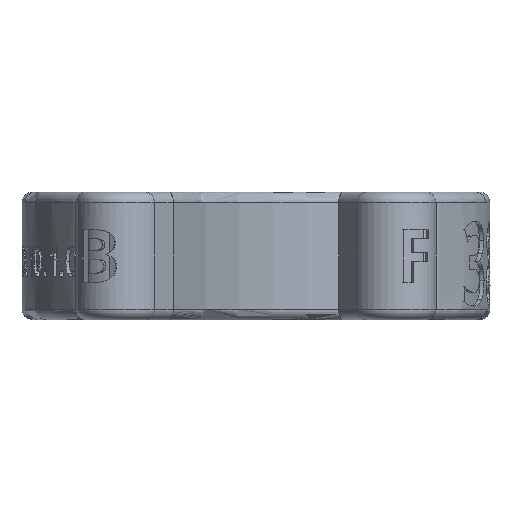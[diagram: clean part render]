
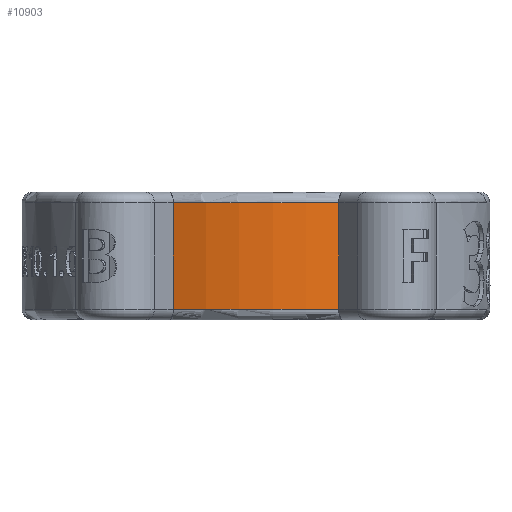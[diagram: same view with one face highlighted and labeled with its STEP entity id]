
A CAD part, front view. The second image highlights one B-rep face of the part: STEP entity #10903.
In plain terms, the highlighted cylindrical face has radius 22 mm (diameter 44 mm), a partial arc.
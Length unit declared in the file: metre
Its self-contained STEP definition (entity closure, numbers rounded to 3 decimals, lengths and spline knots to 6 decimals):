
#396=CYLINDRICAL_SURFACE('',#11742,0.022);
#1255=LINE('',#16626,#2018);
#1256=LINE('',#16631,#2019);
#2018=VECTOR('',#12853,1.);
#2019=VECTOR('',#12856,1.);
#3267=ORIENTED_EDGE('',*,*,#6619,.F.);
#3268=ORIENTED_EDGE('',*,*,#6620,.T.);
#3269=ORIENTED_EDGE('',*,*,#6621,.T.);
#3270=ORIENTED_EDGE('',*,*,#6622,.T.);
#6619=EDGE_CURVE('',#8299,#8300,#1255,.T.);
#6620=EDGE_CURVE('',#8299,#8301,#9082,.F.);
#6621=EDGE_CURVE('',#8301,#8302,#1256,.T.);
#6622=EDGE_CURVE('',#8302,#8300,#9083,.T.);
#8299=VERTEX_POINT('',#16627);
#8300=VERTEX_POINT('',#16628);
#8301=VERTEX_POINT('',#16630);
#8302=VERTEX_POINT('',#16632);
#9082=CIRCLE('',#11743,0.022);
#9083=CIRCLE('',#11744,0.022);
#9310=EDGE_LOOP('',(#3267,#3268,#3269,#3270));
#10006=FACE_BOUND('',#9310,.T.);
#10903=ADVANCED_FACE('',(#10006),#396,.T.);
#11742=AXIS2_PLACEMENT_3D('',#16625,#12851,#12852);
#11743=AXIS2_PLACEMENT_3D('',#16629,#12854,#12855);
#11744=AXIS2_PLACEMENT_3D('',#16633,#12857,#12858);
#12851=DIRECTION('',(0.,0.,-1.));
#12852=DIRECTION('',(-1.,0.,0.));
#12853=DIRECTION('',(0.,0.,-1.));
#12854=DIRECTION('',(0.,0.,1.));
#12855=DIRECTION('',(1.,0.,0.));
#12856=DIRECTION('',(0.,0.,-1.));
#12857=DIRECTION('',(0.,0.,1.));
#12858=DIRECTION('',(1.,0.,0.));
#16625=CARTESIAN_POINT('',(0.,0.,0.005));
#16626=CARTESIAN_POINT('',(0.007775,-0.02058,0.005));
#16627=CARTESIAN_POINT('',(0.007775,-0.02058,0.005));
#16628=CARTESIAN_POINT('',(0.007775,-0.02058,-0.005));
#16629=CARTESIAN_POINT('',(0.,0.,0.005));
#16630=CARTESIAN_POINT('',(-0.007775,-0.02058,0.005));
#16631=CARTESIAN_POINT('',(-0.007775,-0.02058,0.005));
#16632=CARTESIAN_POINT('',(-0.007775,-0.02058,-0.005));
#16633=CARTESIAN_POINT('',(0.,0.,-0.005));
